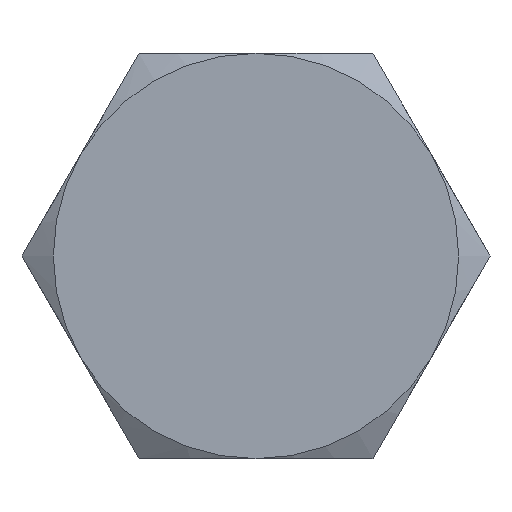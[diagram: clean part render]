
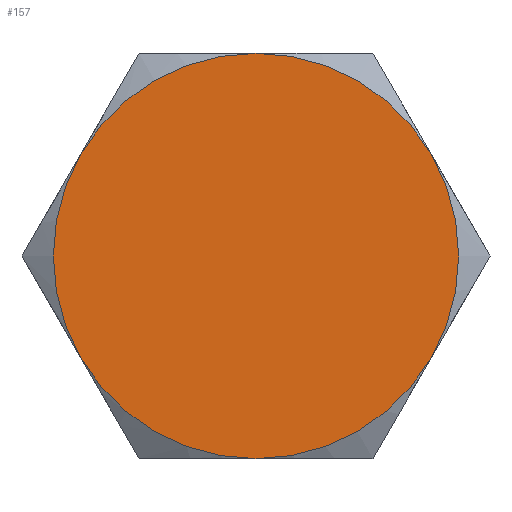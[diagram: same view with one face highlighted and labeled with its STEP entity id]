
A CAD part, left-side view. The second image highlights one B-rep face of the part: STEP entity #157.
In plain terms, the highlighted planar face has unit normal (-1, 0, 0).
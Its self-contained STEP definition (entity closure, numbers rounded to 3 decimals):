
#3 = CARTESIAN_POINT ( 'NONE',  ( 0., 0., 0. ) ) ;
#4 = ORIENTED_EDGE ( 'NONE', *, *, #198, .F. ) ;
#48 = AXIS2_PLACEMENT_3D ( 'NONE', #791, #396, #397 ) ;
#68 = DIRECTION ( 'NONE',  ( 0., 0., -1. ) ) ;
#77 = AXIS2_PLACEMENT_3D ( 'NONE', #3, #124, #491 ) ;
#90 = DIRECTION ( 'NONE',  ( -1., 0., 0. ) ) ;
#95 = CARTESIAN_POINT ( 'NONE',  ( 0., 7.361, 4.25 ) ) ;
#100 = ORIENTED_EDGE ( 'NONE', *, *, #509, .F. ) ;
#103 = DIRECTION ( 'NONE',  ( 1., 0., 0. ) ) ;
#120 = ORIENTED_EDGE ( 'NONE', *, *, #526, .T. ) ;
#124 = DIRECTION ( 'NONE',  ( 1., 0., 0. ) ) ;
#130 = DIRECTION ( 'NONE',  ( 1., 0., 0. ) ) ;
#138 = CARTESIAN_POINT ( 'NONE',  ( 0., -7.361, 4.25 ) ) ;
#157 = ADVANCED_FACE ( 'NONE', ( #431 ), #381, .F. ) ;
#158 = DIRECTION ( 'NONE',  ( 0., 0., 1. ) ) ;
#164 = VERTEX_POINT ( 'NONE', #645 ) ;
#168 = AXIS2_PLACEMENT_3D ( 'NONE', #727, #90, #158 ) ;
#193 = EDGE_LOOP ( 'NONE', ( #371, #242, #100, #753, #120, #4 ) ) ;
#198 = EDGE_CURVE ( 'NONE', #620, #361, #246, .T. ) ;
#214 = DIRECTION ( 'NONE',  ( 0., 0., -1. ) ) ;
#221 = CIRCLE ( 'NONE', #48, 8.5 ) ;
#242 = ORIENTED_EDGE ( 'NONE', *, *, #718, .F. ) ;
#246 = CIRCLE ( 'NONE', #382, 8.5 ) ;
#253 = CIRCLE ( 'NONE', #797, 8.5 ) ;
#303 = AXIS2_PLACEMENT_3D ( 'NONE', #762, #130, #68 ) ;
#340 = CARTESIAN_POINT ( 'NONE',  ( 0., 0., 0. ) ) ;
#353 = EDGE_CURVE ( 'NONE', #505, #620, #253, .T. ) ;
#361 = VERTEX_POINT ( 'NONE', #95 ) ;
#368 = CIRCLE ( 'NONE', #77, 8.5 ) ;
#371 = ORIENTED_EDGE ( 'NONE', *, *, #353, .F. ) ;
#377 = DIRECTION ( 'NONE',  ( 1., 0., 0. ) ) ;
#381 = PLANE ( 'NONE',  #303 ) ;
#382 = AXIS2_PLACEMENT_3D ( 'NONE', #761, #377, #570 ) ;
#394 = AXIS2_PLACEMENT_3D ( 'NONE', #663, #103, #214 ) ;
#396 = DIRECTION ( 'NONE',  ( 1., 0., 0. ) ) ;
#397 = DIRECTION ( 'NONE',  ( 0., 0., -1. ) ) ;
#431 = FACE_OUTER_BOUND ( 'NONE', #193, .T. ) ;
#449 = VERTEX_POINT ( 'NONE', #138 ) ;
#450 = VERTEX_POINT ( 'NONE', #583 ) ;
#476 = CARTESIAN_POINT ( 'NONE',  ( 0., 7.361, -4.25 ) ) ;
#491 = DIRECTION ( 'NONE',  ( 0., 0., -1. ) ) ;
#505 = VERTEX_POINT ( 'NONE', #592 ) ;
#509 = EDGE_CURVE ( 'NONE', #449, #450, #532, .T. ) ;
#510 = EDGE_CURVE ( 'NONE', #164, #449, #221, .T. ) ;
#525 = DIRECTION ( 'NONE',  ( 0., 0., -1. ) ) ;
#526 = EDGE_CURVE ( 'NONE', #164, #361, #701, .T. ) ;
#532 = CIRCLE ( 'NONE', #394, 8.5 ) ;
#570 = DIRECTION ( 'NONE',  ( 0., 0., -1. ) ) ;
#583 = CARTESIAN_POINT ( 'NONE',  ( 0., -7.361, -4.25 ) ) ;
#592 = CARTESIAN_POINT ( 'NONE',  ( 0., 0., -8.5 ) ) ;
#620 = VERTEX_POINT ( 'NONE', #476 ) ;
#645 = CARTESIAN_POINT ( 'NONE',  ( 0., 0., 8.5 ) ) ;
#663 = CARTESIAN_POINT ( 'NONE',  ( 0., 0., 0. ) ) ;
#701 = CIRCLE ( 'NONE', #168, 8.5 ) ;
#718 = EDGE_CURVE ( 'NONE', #450, #505, #368, .T. ) ;
#723 = DIRECTION ( 'NONE',  ( 1., 0., 0. ) ) ;
#727 = CARTESIAN_POINT ( 'NONE',  ( 0., 0., 0. ) ) ;
#753 = ORIENTED_EDGE ( 'NONE', *, *, #510, .F. ) ;
#761 = CARTESIAN_POINT ( 'NONE',  ( 0., 0., 0. ) ) ;
#762 = CARTESIAN_POINT ( 'NONE',  ( 0., 9.815, 0. ) ) ;
#791 = CARTESIAN_POINT ( 'NONE',  ( 0., 0., 0. ) ) ;
#797 = AXIS2_PLACEMENT_3D ( 'NONE', #340, #723, #525 ) ;
